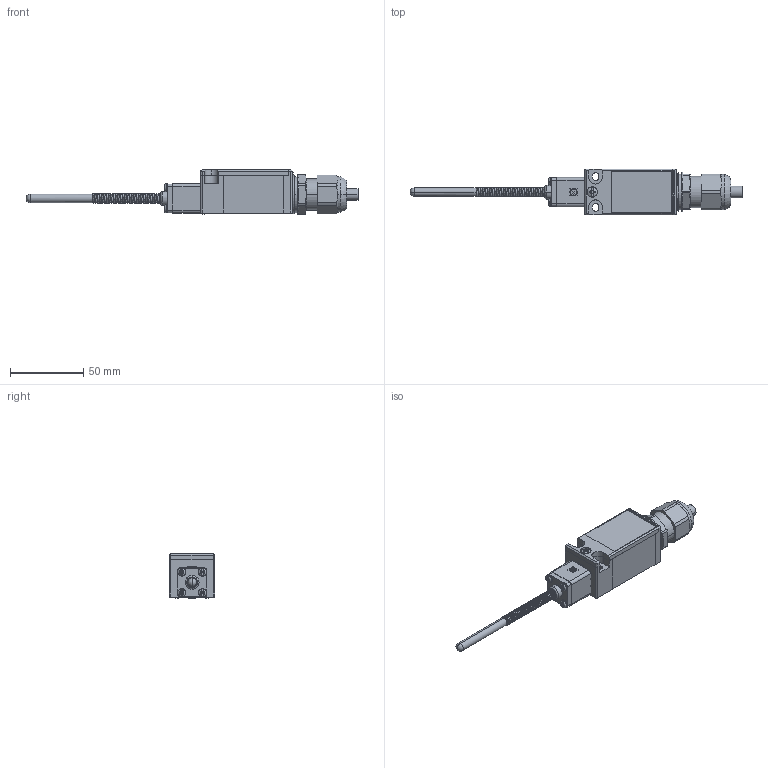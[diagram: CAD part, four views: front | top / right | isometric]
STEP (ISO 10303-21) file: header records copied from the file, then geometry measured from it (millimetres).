
FILE_DESCRIPTION (( 'STEP AP203' ), '1' );
FILE_NAME ('8060-1-_-F.STEP', '2013-12-11T13:37:32', ( 'Admin' ), ( 'R. STAHL AG' ), 'SwSTEP 2.0', 'SolidWorks 2013', '' );
FILE_SCHEMA (( 'CONFIG_CONTROL_DESIGN' ));
Length unit declared in the file: millimetre
Products named in the file (19): 506_534_0; Staubschutzkappe_M20; 80_709_01_87_0_Eingebaut in 8060; 81_610_77_01_0_Vereinfacht; 371_622_0; 80_609_01_05_0_3d export; 371_662_0_Schraube; 80_609_01_95_0_montiert in 80_600_06_76_0; 80_609_04_04_0_3d export; 502_786_0; 81_610_77_01_0_Stutzen_Vereinfacht; 8060-1-_-F; 506_831_0; 81_610_77_01_0_Dichtung; 80_609_02_10_0; 81_610_77_01_0_Hutmutter_Vereinfacht; 80_609_07_26_0; Anschlussgewindedichtung_M20
Assembly tree (21 placements, depth 3):
  8060-1-_-F
    80_609_04_04_0_3d export
    81_610_77_01_0_Vereinfacht
      81_610_77_01_0_Stutzen_Vereinfacht
      81_610_77_01_0_Dichtung
      81_610_77_01_0_Hutmutter_Vereinfacht
      Anschlussgewindedichtung_M20
      Staubschutzkappe_M20
    80_609_01_05_0_3d export
    80_609_01_95_0_montiert in 80_600_06_76_0
    502_786_0
    506_831_0
    80_609_02_10_0
    80_609_07_26_0
    506_534_0
    80_709_01_87_0_Eingebaut in 8060
    371_622_0
      371_622_0
      371_662_0_Schraube  x4
Bounding box: 226.3 x 31 x 30.5 mm (x, y, z)
Volume: 49257.1 mm3; surface area: 42510.9 mm2
Topology: 21 solids, 21 shells, 1703 faces, 4410 edges, 2817 vertices
Faces by surface type: plane 993, cylinder 297, bspline 193, cone 131, torus 74, sphere 15
Entity records: 65557 total; most frequent: CARTESIAN_POINT 28063, ORIENTED_EDGE 7678, DIRECTION 6791, EDGE_CURVE 3839, LINE 2501, VECTOR 2501, VERTEX_POINT 2485, AXIS2_PLACEMENT_3D 2145
